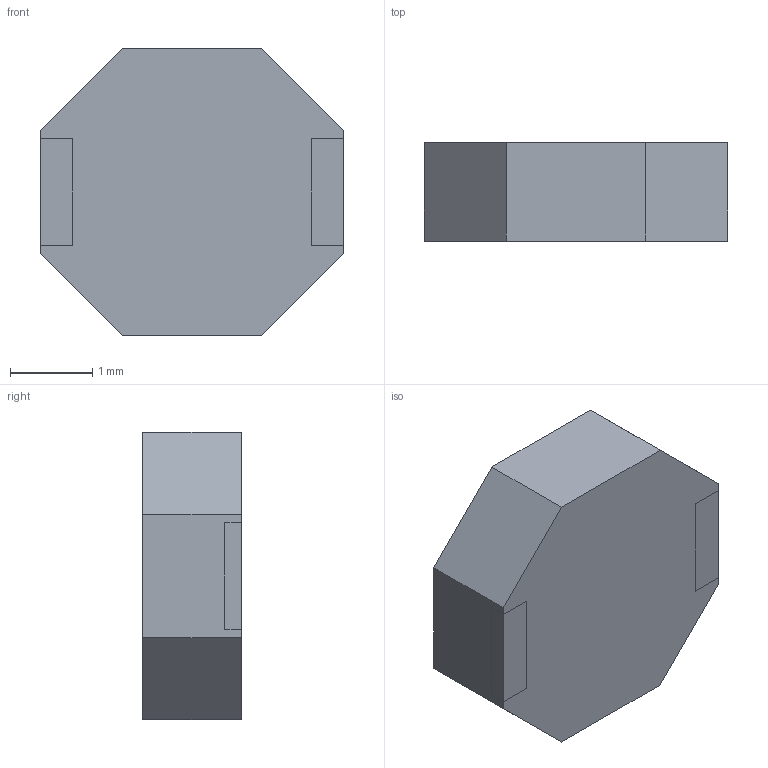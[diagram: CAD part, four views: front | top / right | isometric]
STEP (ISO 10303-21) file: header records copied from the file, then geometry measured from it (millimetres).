
FILE_DESCRIPTION(/* description */ (''),/* implementation_level */ '2;1');
FILE_NAME(/* name */ '10uH Inductor_VLF4012AT-100MR79 v2.step',/* time_stamp */ '2020-05-08T18:20:23-07:00',/* author */ (''),/* organization */ (''),/* preprocessor_version */ 'ST-DEVELOPER v18.1',/* originating_system */ 'Autodesk Translation Framework v9.2.0.1227',/* authorisation */ '');
FILE_SCHEMA (('AUTOMOTIVE_DESIGN { 1 0 10303 214 3 1 1 }'));
Length unit declared in the file: millimetre
Products named in the file (1): 10uH Inductor_VLF4012AT-100MR79
Bounding box: 3.7 x 1.2 x 3.5 mm (x, y, z)
Volume: 13 mm3; surface area: 47.1 mm2
Topology: 3 solids, 3 shells, 26 faces, 54 edges, 36 vertices
Faces by surface type: plane 24, cylinder 2
Full cylindrical faces by diameter (mm): 2.8 x1, 3 x1
Entity records: 727 total; most frequent: CARTESIAN_POINT 117, DIRECTION 112, ORIENTED_EDGE 108, EDGE_CURVE 54, LINE 50, VECTOR 50, VERTEX_POINT 36, AXIS2_PLACEMENT_3D 31
